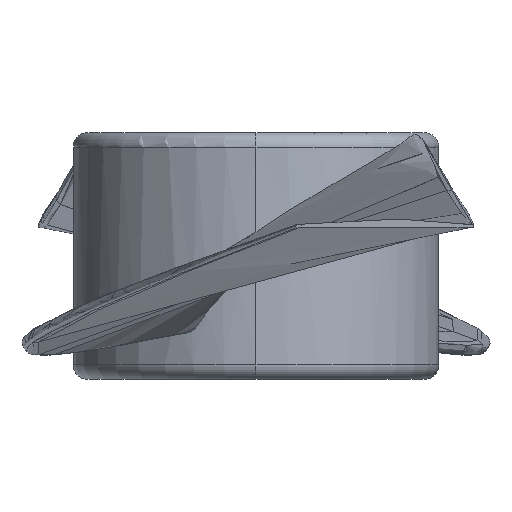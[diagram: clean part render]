
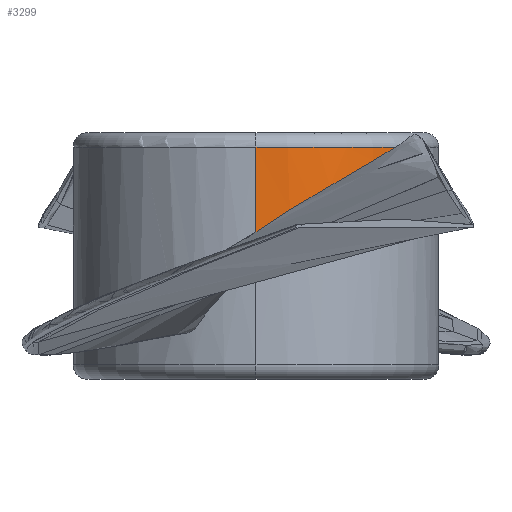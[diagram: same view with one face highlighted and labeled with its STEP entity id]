
A CAD part, left-side view. The second image highlights one B-rep face of the part: STEP entity #3299.
In plain terms, the highlighted cylindrical face has radius 2.491 mm (diameter 4.983 mm), a partial arc.
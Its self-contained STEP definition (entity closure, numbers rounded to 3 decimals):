
#65 = CARTESIAN_POINT ( 'NONE',  ( -1.836, -1.708, 3.252 ) ) ;
#288 = AXIS2_PLACEMENT_3D ( 'NONE', #1137, #835, #3053 ) ;
#371 = VERTEX_POINT ( 'NONE', #3340 ) ;
#408 = CARTESIAN_POINT ( 'NONE',  ( -2.399, -0.722, 2.677 ) ) ;
#484 = CARTESIAN_POINT ( 'NONE',  ( -2.448, -0.462, 2.516 ) ) ;
#489 = VERTEX_POINT ( 'NONE', #3242 ) ;
#526 = ORIENTED_EDGE ( 'NONE', *, *, #3147, .F. ) ;
#586 = CYLINDRICAL_SURFACE ( 'NONE', #2429, 2.491 ) ;
#603 = CARTESIAN_POINT ( 'NONE',  ( -2.491, 0., 2.216 ) ) ;
#611 = EDGE_LOOP ( 'NONE', ( #3802, #2720, #2184, #526 ) ) ;
#627 = CARTESIAN_POINT ( 'NONE',  ( -2.491, 0., 1.24 ) ) ;
#644 = LINE ( 'NONE', #627, #737 ) ;
#737 = VECTOR ( 'NONE', #1329, 1000. ) ;
#835 = DIRECTION ( 'NONE',  ( 0., 0., 1. ) ) ;
#866 = DIRECTION ( 'NONE',  ( 1., 0., 0. ) ) ;
#963 = CARTESIAN_POINT ( 'NONE',  ( -2.491, -0.152, 2.322 ) ) ;
#1137 = CARTESIAN_POINT ( 'NONE',  ( 0., 0., 3.371 ) ) ;
#1185 = DIRECTION ( 'NONE',  ( 0., 0., -1. ) ) ;
#1227 = CARTESIAN_POINT ( 'NONE',  ( 0., 0., 1.24 ) ) ;
#1245 = CARTESIAN_POINT ( 'NONE',  ( -2.448, -0.462, 2.516 ) ) ;
#1329 = DIRECTION ( 'NONE',  ( 0., 0., -1. ) ) ;
#1517 = B_SPLINE_CURVE_WITH_KNOTS ( 'NONE', 3,
 ( #1973, #65, #3211, #1650, #408, #484 ),
 .UNSPECIFIED., .F., .F.,
 ( 4, 2, 4 ),
 ( 0., 0.5, 1. ),
 .UNSPECIFIED. ) ;
#1650 = CARTESIAN_POINT ( 'NONE',  ( -2.305, -0.989, 2.831 ) ) ;
#1796 = FACE_OUTER_BOUND ( 'NONE', #611, .T. ) ;
#1905 = EDGE_CURVE ( 'NONE', #489, #3860, #2518, .T. ) ;
#1973 = CARTESIAN_POINT ( 'NONE',  ( -1.615, -1.897, 3.371 ) ) ;
#2092 = CARTESIAN_POINT ( 'NONE',  ( -2.491, 0., 3.371 ) ) ;
#2155 = CARTESIAN_POINT ( 'NONE',  ( -2.477, -0.308, 2.421 ) ) ;
#2184 = ORIENTED_EDGE ( 'NONE', *, *, #3266, .F. ) ;
#2216 = CARTESIAN_POINT ( 'NONE',  ( -2.491, 0., 2.216 ) ) ;
#2429 = AXIS2_PLACEMENT_3D ( 'NONE', #1227, #1185, #866 ) ;
#2518 = B_SPLINE_CURVE_WITH_KNOTS ( 'NONE', 3,
 ( #1245, #2155, #963, #603 ),
 .UNSPECIFIED., .F., .F.,
 ( 4, 4 ),
 ( 0., 1. ),
 .UNSPECIFIED. ) ;
#2720 = ORIENTED_EDGE ( 'NONE', *, *, #1905, .F. ) ;
#3053 = DIRECTION ( 'NONE',  ( 1., 0., 0. ) ) ;
#3147 = EDGE_CURVE ( 'NONE', #3149, #371, #3228, .T. ) ;
#3149 = VERTEX_POINT ( 'NONE', #2092 ) ;
#3211 = CARTESIAN_POINT ( 'NONE',  ( -2.018, -1.488, 3.123 ) ) ;
#3228 = CIRCLE ( 'NONE', #288, 2.491 ) ;
#3242 = CARTESIAN_POINT ( 'NONE',  ( -2.448, -0.462, 2.516 ) ) ;
#3266 = EDGE_CURVE ( 'NONE', #371, #489, #1517, .T. ) ;
#3299 = ADVANCED_FACE ( 'NONE', ( #1796 ), #586, .T. ) ;
#3340 = CARTESIAN_POINT ( 'NONE',  ( -1.615, -1.897, 3.371 ) ) ;
#3438 = EDGE_CURVE ( 'NONE', #3149, #3860, #644, .T. ) ;
#3802 = ORIENTED_EDGE ( 'NONE', *, *, #3438, .T. ) ;
#3860 = VERTEX_POINT ( 'NONE', #2216 ) ;
